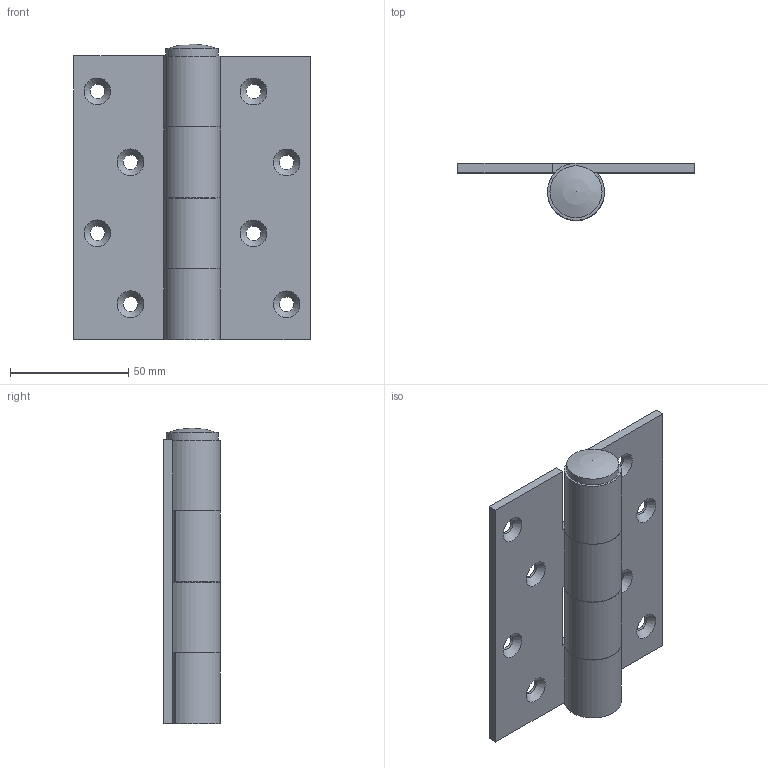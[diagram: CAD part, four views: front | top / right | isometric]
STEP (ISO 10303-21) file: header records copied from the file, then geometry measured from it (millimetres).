
FILE_DESCRIPTION(/* description */ (''),/* implementation_level */ '2;1');
FILE_NAME(/* name */ '04698_A.stp',/* time_stamp */ '2018-06-06T12:12:13+02:00',/* author */ ('Giuliano'),/* organization */ (''),/* preprocessor_version */ 'ST-DEVELOPER v16.5',/* originating_system */ 'Autodesk Inventor 2017',/* authorisation */ '');
FILE_SCHEMA (('AUTOMOTIVE_DESIGN { 1 0 10303 214 3 1 1 }'));
Length unit declared in the file: millimetre
Products named in the file (3): 1516P; 15233; 16511
Assembly tree (3 placements, depth 2):
  1516P
    15233  x2
    16511
Bounding box: 100 x 24.08 x 125 mm (x, y, z)
Volume: 92866.4 mm3; surface area: 46204.2 mm2
Topology: 3 solids, 3 shells, 203 faces, 504 edges, 336 vertices
Faces by surface type: plane 146, cylinder 48, cone 8, sphere 1
Full cylindrical faces by diameter (mm): 6.2 x8, 16 x1, 22 x1
Entity records: 5278 total; most frequent: DIRECTION 932, CARTESIAN_POINT 887, ORIENTED_EDGE 836, EDGE_CURVE 418, AXIS2_PLACEMENT_3D 329, VERTEX_POINT 284, LINE 274, VECTOR 274
